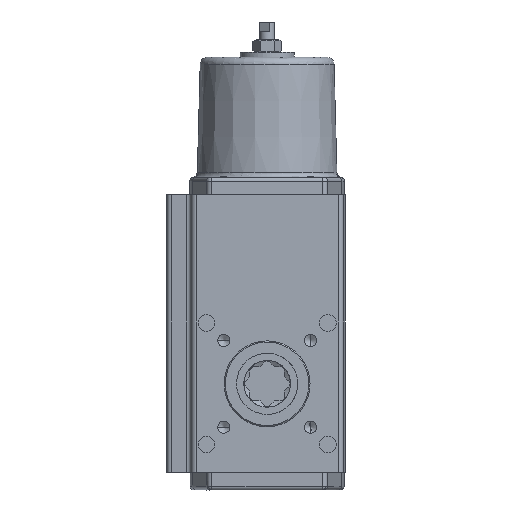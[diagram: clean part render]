
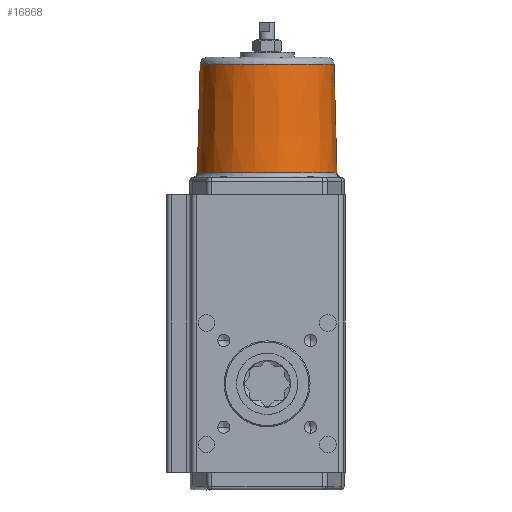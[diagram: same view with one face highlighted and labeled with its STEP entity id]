
A CAD part, front view. The second image highlights one B-rep face of the part: STEP entity #16868.
In plain terms, the highlighted conical face has half-angle 1.5 degrees and reference radius 28.46 mm.
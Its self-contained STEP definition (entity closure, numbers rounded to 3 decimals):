
#7 = VERTEX_POINT ( 'NONE', #20469 ) ;
#16700 = ORIENTED_EDGE ( 'NONE', *, *, #17075, .T. ) ;
#16868 = ADVANCED_FACE ( 'NONE', ( #14177 ), #14178, .T. ) ;
#17075 = EDGE_CURVE ( 'NONE', #23326, #16298, #14386, .T. ) ;
#17230 = EDGE_LOOP ( 'NONE', ( #5875, #6350, #7063, #7579, #16197, #16700 ) ) ;
#1075 = CIRCLE ( 'NONE', #1076, 28.449 ) ;
#1076 = AXIS2_PLACEMENT_3D ( 'NONE', #1077, #1078, #1079 ) ;
#1077 = CARTESIAN_POINT ( 'NONE',  ( 0., 0., 1.948 ) ) ;
#1078 = DIRECTION ( 'NONE',  ( 0., 0., 1. ) ) ;
#1079 = DIRECTION ( 'NONE',  ( 1., 0., 0. ) ) ;
#17720 = EDGE_CURVE ( 'NONE', #14065, #14948, #15528, .T. ) ;
#2134 = EDGE_CURVE ( 'NONE', #2792, #16298, #23681, .T. ) ;
#2792 = VERTEX_POINT ( 'NONE', #24507 ) ;
#20469 = CARTESIAN_POINT ( 'NONE',  ( -28.009, -4.982, 1.948 ) ) ;
#5282 = CIRCLE ( 'NONE', #5283, 27.293 ) ;
#5283 = AXIS2_PLACEMENT_3D ( 'NONE', #5284, #5285, #5286 ) ;
#5284 = CARTESIAN_POINT ( 'NONE',  ( 0., 0., 46.079 ) ) ;
#5285 = DIRECTION ( 'NONE',  ( 0., 0., -1. ) ) ;
#5286 = DIRECTION ( 'NONE',  ( -1., 0., 0. ) ) ;
#5875 = ORIENTED_EDGE ( 'NONE', *, *, #2134, .F. ) ;
#6350 = ORIENTED_EDGE ( 'NONE', *, *, #6699, .T. ) ;
#6377 = B_SPLINE_CURVE_WITH_KNOTS ( 'NONE', 3,
 ( #6378, #6379, #6380, #6381, #6382, #6383 ),
 .UNSPECIFIED., .F., .F.,
 ( 4, 2, 4 ),
 ( 0., 0.5, 1. ),
 .UNSPECIFIED. ) ;
#6378 = CARTESIAN_POINT ( 'NONE',  ( -28.451, 0., 1.887 ) ) ;
#6379 = CARTESIAN_POINT ( 'NONE',  ( -28.45, -1.01, 1.907 ) ) ;
#6380 = CARTESIAN_POINT ( 'NONE',  ( -28.396, -1.932, 1.922 ) ) ;
#6381 = CARTESIAN_POINT ( 'NONE',  ( -28.234, -3.594, 1.943 ) ) ;
#6382 = CARTESIAN_POINT ( 'NONE',  ( -28.125, -4.333, 1.948 ) ) ;
#6383 = CARTESIAN_POINT ( 'NONE',  ( -28.009, -4.982, 1.948 ) ) ;
#6699 = EDGE_CURVE ( 'NONE', #2792, #14065, #5282, .T. ) ;
#23198 = CARTESIAN_POINT ( 'NONE',  ( 28.009, -4.982, 1.948 ) ) ;
#23326 = VERTEX_POINT ( 'NONE', #23198 ) ;
#7063 = ORIENTED_EDGE ( 'NONE', *, *, #17720, .T. ) ;
#23681 = LINE ( 'NONE', #23682, #23683 ) ;
#23682 = CARTESIAN_POINT ( 'NONE',  ( 28.46, 0., 1.516 ) ) ;
#23683 = VECTOR ( 'NONE', #23684, 1000. ) ;
#23684 = DIRECTION ( 'NONE',  ( 0.026, 0., -1. ) ) ;
#7579 = ORIENTED_EDGE ( 'NONE', *, *, #7746, .T. ) ;
#7746 = EDGE_CURVE ( 'NONE', #14948, #7, #6377, .T. ) ;
#24507 = CARTESIAN_POINT ( 'NONE',  ( 27.293, 0., 46.079 ) ) ;
#24914 = EDGE_CURVE ( 'NONE', #7, #23326, #1075, .T. ) ;
#12112 = CARTESIAN_POINT ( 'NONE',  ( -27.293, 0., 46.079 ) ) ;
#12977 = CARTESIAN_POINT ( 'NONE',  ( -28.451, 0., 1.887 ) ) ;
#13851 = CARTESIAN_POINT ( 'NONE',  ( 28.451, 0., 1.887 ) ) ;
#14065 = VERTEX_POINT ( 'NONE', #12112 ) ;
#14177 = FACE_OUTER_BOUND ( 'NONE', #17230, .T. ) ;
#14178 = CONICAL_SURFACE ( 'NONE', #14179, 28.46, 0.026 ) ;
#14179 = AXIS2_PLACEMENT_3D ( 'NONE', #14180, #14184, #14185 ) ;
#14180 = CARTESIAN_POINT ( 'NONE',  ( 0., 0., 1.516 ) ) ;
#14184 = DIRECTION ( 'NONE',  ( 0., 0., -1. ) ) ;
#14185 = DIRECTION ( 'NONE',  ( -1., 0., 0. ) ) ;
#14386 = B_SPLINE_CURVE_WITH_KNOTS ( 'NONE', 3,
 ( #14387, #14388, #14389, #14390, #14391, #14392 ),
 .UNSPECIFIED., .F., .F.,
 ( 4, 2, 4 ),
 ( 0., 0.5, 1. ),
 .UNSPECIFIED. ) ;
#14387 = CARTESIAN_POINT ( 'NONE',  ( 28.009, -4.982, 1.948 ) ) ;
#14388 = CARTESIAN_POINT ( 'NONE',  ( 28.125, -4.333, 1.948 ) ) ;
#14389 = CARTESIAN_POINT ( 'NONE',  ( 28.234, -3.594, 1.943 ) ) ;
#14390 = CARTESIAN_POINT ( 'NONE',  ( 28.396, -1.933, 1.922 ) ) ;
#14391 = CARTESIAN_POINT ( 'NONE',  ( 28.45, -1.011, 1.907 ) ) ;
#14392 = CARTESIAN_POINT ( 'NONE',  ( 28.451, 0., 1.887 ) ) ;
#14948 = VERTEX_POINT ( 'NONE', #12977 ) ;
#15528 = LINE ( 'NONE', #15529, #15530 ) ;
#15529 = CARTESIAN_POINT ( 'NONE',  ( -28.46, 0., 1.516 ) ) ;
#15530 = VECTOR ( 'NONE', #15531, 1000. ) ;
#15531 = DIRECTION ( 'NONE',  ( -0.026, 0., -1. ) ) ;
#16197 = ORIENTED_EDGE ( 'NONE', *, *, #24914, .T. ) ;
#16298 = VERTEX_POINT ( 'NONE', #13851 ) ;
